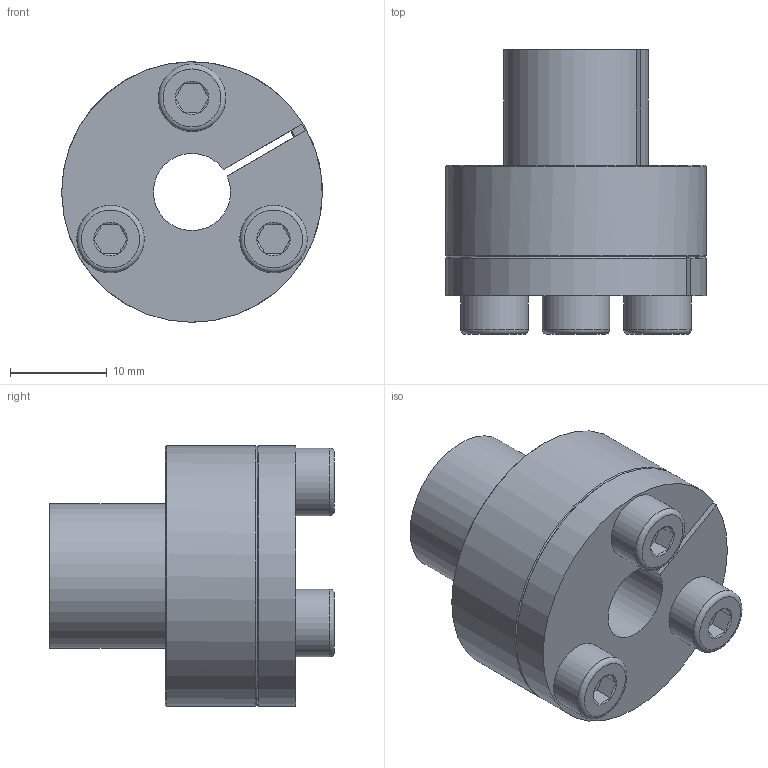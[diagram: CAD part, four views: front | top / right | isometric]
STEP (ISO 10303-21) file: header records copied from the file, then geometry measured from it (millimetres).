
FILE_DESCRIPTION(/* description */ ('Alibre Inc.'),/* implementation_level */ '2;1');
FILE_NAME(/* name */ 'export0',/* time_stamp */ '2012-12-23T14:39:17+01:00',/* author */ (''),/* organization */ (''),/* preprocessor_version */ 'ST-DEVELOPER v14',/* originating_system */ 'Alibre',/* authorisation */ '');
FILE_SCHEMA (('AUTOMOTIVE_DESIGN'));
Length unit declared in the file: millimetre
Bounding box: 27 x 29.5 x 27 mm (x, y, z)
Volume: 8791.5 mm3; surface area: 5122.6 mm2
Topology: 4 solids, 4 shells, 98 faces, 192 edges, 113 vertices
Faces by surface type: plane 44, cone 28, cylinder 20, torus 6
Full cylindrical faces by diameter (mm): 3.5 x3, 4 x9, 7 x3, 27 x1
Entity records: 2473 total; most frequent: CARTESIAN_POINT 505, DIRECTION 368, ORIENTED_EDGE 312, AXIS2_PLACEMENT_3D 182, EDGE_CURVE 156, EDGE_LOOP 145, FACE_BOUND 145, VERTEX_POINT 105
